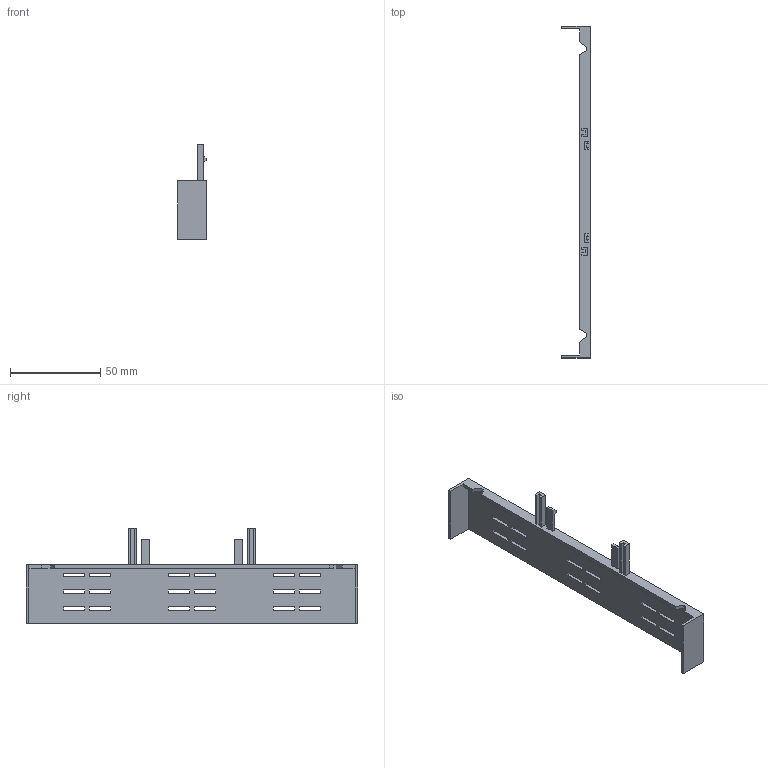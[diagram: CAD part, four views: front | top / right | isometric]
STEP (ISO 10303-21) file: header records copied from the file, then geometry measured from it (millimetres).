
FILE_DESCRIPTION((''),'2;1');
FILE_NAME('001690991_UGS_KVL-1_3P_32_ASM','2023-11-23T09:41:36',('klemen.sitar'),('Audax d.o.o.'),'CREO PARAMETRIC BY PTC INC, 2021304','CREO PARAMETRIC BY PTC INC, 2021304','');
FILE_SCHEMA(('AP242_MANAGED_MODEL_BASED_3D_ENGINEERING_MIM_LF { 1 0 10303 442 1 1 4 }'));
Length unit declared in the file: millimetre
Products named in the file (2): UGS-KETO-1-3_32_1; 001690991_UGS_KVL-1_3P_32_ASM
Assembly tree (1 placements, depth 2):
  001690991_UGS_KVL-1_3P_32_ASM
    UGS-KETO-1-3_32_1
Bounding box: 16 x 183.5 x 52.5 mm (x, y, z)
Volume: 14616 mm3; surface area: 17369.8 mm2
Topology: 1 solids, 1 shells, 130 faces, 395 edges, 262 vertices
Faces by surface type: plane 130
Entity records: 5921 total; most frequent: CARTESIAN_POINT 795, ORIENTED_EDGE 790, DIRECTION 663, PRESENTATION_STYLE_ASSIGNMENT 398, STYLED_ITEM 398, CURVE_STYLE 397, VECTOR 395, LINE 395
